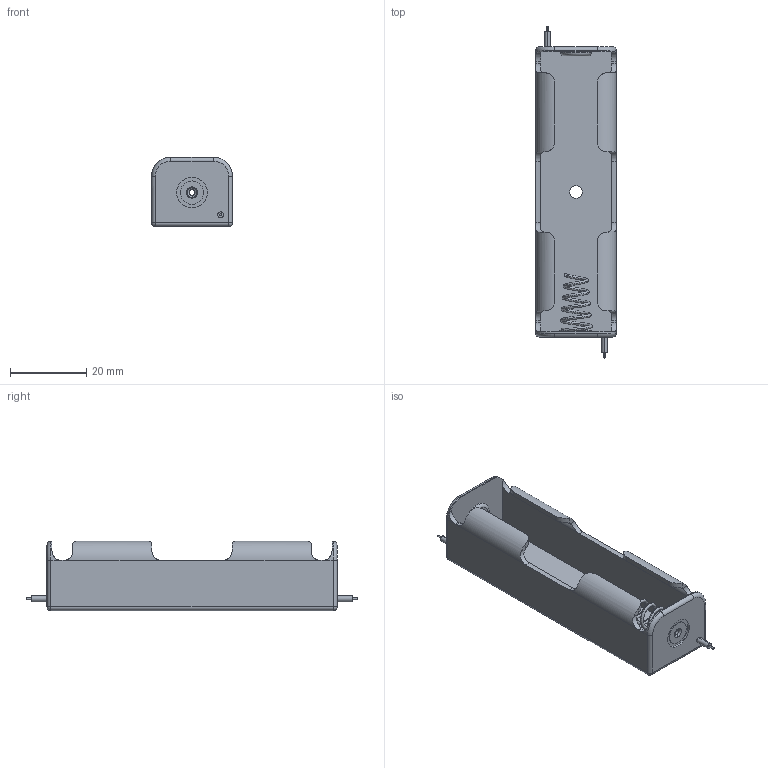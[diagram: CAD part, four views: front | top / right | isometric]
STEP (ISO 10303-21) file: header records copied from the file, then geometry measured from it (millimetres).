
FILE_DESCRIPTION (( 'STEP AP214' ), '1' );
FILE_NAME ('18650 battery holder.STEP', '2022-04-07T15:53:04', ( '' ), ( '' ), 'SwSTEP 2.0', 'SolidWorks 2021', '' );
FILE_SCHEMA (( 'AUTOMOTIVE_DESIGN' ));
Length unit declared in the file: millimetre
Products named in the file (1): 18650 battery holder
Bounding box: 21.2 x 87 x 18.2 mm (x, y, z)
Volume: 6052 mm3; surface area: 10099.1 mm2
Topology: 3 solids, 3 shells, 144 faces, 341 edges, 210 vertices
Faces by surface type: cylinder 76, plane 46, torus 16, sphere 4, bspline 2
Entity records: 5829 total; most frequent: CARTESIAN_POINT 2542, ORIENTED_EDGE 666, DIRECTION 614, EDGE_CURVE 333, AXIS2_PLACEMENT_3D 273, VERTEX_POINT 206, EDGE_LOOP 165, FACE_OUTER_BOUND 144
